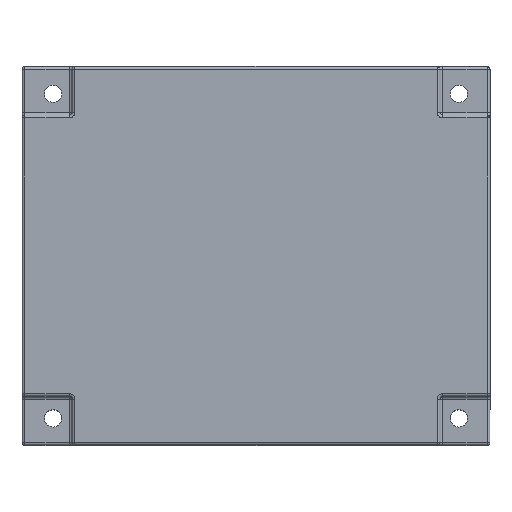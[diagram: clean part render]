
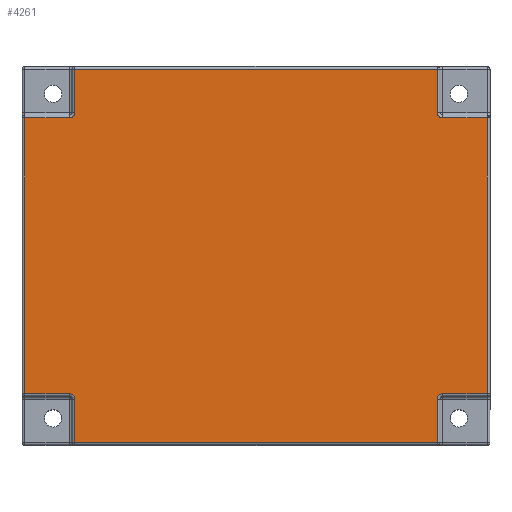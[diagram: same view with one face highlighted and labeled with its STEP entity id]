
A CAD part, top view. The second image highlights one B-rep face of the part: STEP entity #4261.
In plain terms, the highlighted free-form (B-spline) face has degree [1, 1] with [2, 2] control points.
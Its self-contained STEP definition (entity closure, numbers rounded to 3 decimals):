
#1801=CARTESIAN_POINT('',(33.5,26.5,49.0));
#1802=VERTEX_POINT('',#1801);
#1803=CARTESIAN_POINT('',(34.5,25.5,49.0));
#1804=VERTEX_POINT('',#1803);
#1805=CARTESIAN_POINT('',(34.5,26.5,49.0));
#1806=DIRECTION('',(0.0,0.0,1.0));
#1807=DIRECTION('',(-0.707,-0.707,0.0));
#1808=AXIS2_PLACEMENT_3D('',#1805,#1806,#1807);
#1809=CIRCLE('',#1808,1.0);
#1810=EDGE_CURVE('',#1802,#1804,#1809,.T.);
#1856=CARTESIAN_POINT('',(34.5,-25.5,49.0));
#1857=VERTEX_POINT('',#1856);
#1865=CARTESIAN_POINT('',(33.5,-26.5,49.0));
#1866=VERTEX_POINT('',#1865);
#1867=CARTESIAN_POINT('',(34.5,-26.5,49.0));
#1868=DIRECTION('',(0.0,0.0,1.0));
#1869=DIRECTION('',(-0.707,0.707,0.0));
#1870=AXIS2_PLACEMENT_3D('',#1867,#1868,#1869);
#1871=CIRCLE('',#1870,1.);
#1872=EDGE_CURVE('',#1857,#1866,#1871,.T.);
#2379=CARTESIAN_POINT('',(42.75,25.5,49.0));
#2380=VERTEX_POINT('',#2379);
#2414=CARTESIAN_POINT('',(34.5,25.5,49.0));
#2415=DIRECTION('',(1.0,0.0,0.0));
#2416=VECTOR('',#2415,8.25);
#2417=LINE('',#2414,#2416);
#2418=EDGE_CURVE('',#1804,#2380,#2417,.T.);
#2438=CARTESIAN_POINT('',(42.75,-25.5,49.0));
#2439=VERTEX_POINT('',#2438);
#2472=CARTESIAN_POINT('',(42.75,-25.5,49.0));
#2473=DIRECTION('',(-1.0,0.0,0.0));
#2474=VECTOR('',#2473,8.25);
#2475=LINE('',#2472,#2474);
#2476=EDGE_CURVE('',#2439,#1857,#2475,.T.);
#2523=CARTESIAN_POINT('',(42.75,25.5,49.0));
#2524=DIRECTION('',(0.0,-1.0,0.0));
#2525=VECTOR('',#2524,51.);
#2526=LINE('',#2523,#2525);
#2527=EDGE_CURVE('',#2380,#2439,#2526,.T.);
#2764=CARTESIAN_POINT('',(-34.5,25.5,49.0));
#2765=VERTEX_POINT('',#2764);
#2773=CARTESIAN_POINT('',(-33.5,26.5,49.0));
#2774=VERTEX_POINT('',#2773);
#2775=CARTESIAN_POINT('',(-34.5,26.5,49.0));
#2776=DIRECTION('',(0.0,0.0,1.0));
#2777=DIRECTION('',(0.707,-0.707,0.0));
#2778=AXIS2_PLACEMENT_3D('',#2775,#2776,#2777);
#2779=CIRCLE('',#2778,1.);
#2780=EDGE_CURVE('',#2765,#2774,#2779,.T.);
#2808=CARTESIAN_POINT('',(-33.5,-26.5,49.0));
#2809=VERTEX_POINT('',#2808);
#2817=CARTESIAN_POINT('',(-34.5,-25.5,49.0));
#2818=VERTEX_POINT('',#2817);
#2819=CARTESIAN_POINT('',(-34.5,-26.5,49.0));
#2820=DIRECTION('',(0.0,0.0,1.0));
#2821=DIRECTION('',(0.707,0.707,0.0));
#2822=AXIS2_PLACEMENT_3D('',#2819,#2820,#2821);
#2823=CIRCLE('',#2822,1.0);
#2824=EDGE_CURVE('',#2809,#2818,#2823,.T.);
#2887=CARTESIAN_POINT('',(33.5,-34.5,49.0));
#2888=VERTEX_POINT('',#2887);
#3077=CARTESIAN_POINT('',(-33.5,-34.5,49.0));
#3078=VERTEX_POINT('',#3077);
#3111=CARTESIAN_POINT('',(-33.5,-34.5,49.0));
#3112=DIRECTION('',(0.0,1.0,0.0));
#3113=VECTOR('',#3112,8.);
#3114=LINE('',#3111,#3113);
#3115=EDGE_CURVE('',#3078,#2809,#3114,.T.);
#3162=CARTESIAN_POINT('',(33.5,-34.5,49.0));
#3163=DIRECTION('',(-1.0,0.0,0.0));
#3164=VECTOR('',#3163,67.0);
#3165=LINE('',#3162,#3164);
#3166=EDGE_CURVE('',#2888,#3078,#3165,.T.);
#3348=CARTESIAN_POINT('',(33.5,-26.5,49.0));
#3349=DIRECTION('',(0.0,-1.0,0.0));
#3350=VECTOR('',#3349,8.0);
#3351=LINE('',#3348,#3350);
#3352=EDGE_CURVE('',#1866,#2888,#3351,.T.);
#3380=CARTESIAN_POINT('',(-42.75,25.5,49.0));
#3381=VERTEX_POINT('',#3380);
#3406=CARTESIAN_POINT('',(-42.75,-25.5,49.0));
#3407=VERTEX_POINT('',#3406);
#3447=CARTESIAN_POINT('',(-42.75,-25.5,49.0));
#3448=DIRECTION('',(0.0,1.0,0.0));
#3449=VECTOR('',#3448,51.0);
#3450=LINE('',#3447,#3449);
#3451=EDGE_CURVE('',#3407,#3381,#3450,.T.);
#3484=CARTESIAN_POINT('',(-34.5,-25.5,49.0));
#3485=DIRECTION('',(-1.0,0.0,0.0));
#3486=VECTOR('',#3485,8.25);
#3487=LINE('',#3484,#3486);
#3488=EDGE_CURVE('',#2818,#3407,#3487,.T.);
#3506=CARTESIAN_POINT('',(-42.75,25.5,49.0));
#3507=DIRECTION('',(1.0,0.0,0.0));
#3508=VECTOR('',#3507,8.25);
#3509=LINE('',#3506,#3508);
#3510=EDGE_CURVE('',#3381,#2765,#3509,.T.);
#3854=CARTESIAN_POINT('',(33.5,34.5,49.0));
#3855=VERTEX_POINT('',#3854);
#3899=CARTESIAN_POINT('',(-33.5,34.5,49.0));
#3900=VERTEX_POINT('',#3899);
#3924=CARTESIAN_POINT('',(-33.5,26.5,49.0));
#3925=DIRECTION('',(0.0,1.0,0.0));
#3926=VECTOR('',#3925,8.0);
#3927=LINE('',#3924,#3926);
#3928=EDGE_CURVE('',#2774,#3900,#3927,.T.);
#3954=CARTESIAN_POINT('',(-33.5,34.5,49.0));
#3955=DIRECTION('',(1.0,0.0,0.0));
#3956=VECTOR('',#3955,67.0);
#3957=LINE('',#3954,#3956);
#3958=EDGE_CURVE('',#3900,#3855,#3957,.T.);
#3991=CARTESIAN_POINT('',(33.5,34.5,49.0));
#3992=DIRECTION('',(0.0,-1.0,0.0));
#3993=VECTOR('',#3992,8.);
#3994=LINE('',#3991,#3993);
#3995=EDGE_CURVE('',#3855,#1802,#3994,.T.);
#4238=CARTESIAN_POINT('',(42.75,34.5,49.0));
#4239=CARTESIAN_POINT('',(-42.75,34.5,49.0));
#4240=CARTESIAN_POINT('',(42.75,-34.5,49.0));
#4241=CARTESIAN_POINT('',(-42.75,-34.5,49.0));
#4242=B_SPLINE_SURFACE_WITH_KNOTS('',1,1,((#4238,#4240),(#4239,#4241)),.UNSPECIFIED.,.F.,.F.,.U.,(2,2),(2,2),(0.0,85.5),(0.0,69.),.UNSPECIFIED.);
#4243=ORIENTED_EDGE('',*,*,#3451,.F.);
#4244=ORIENTED_EDGE('',*,*,#3488,.F.);
#4245=ORIENTED_EDGE('',*,*,#2824,.F.);
#4246=ORIENTED_EDGE('',*,*,#3115,.F.);
#4247=ORIENTED_EDGE('',*,*,#3166,.F.);
#4248=ORIENTED_EDGE('',*,*,#3352,.F.);
#4249=ORIENTED_EDGE('',*,*,#1872,.F.);
#4250=ORIENTED_EDGE('',*,*,#2476,.F.);
#4251=ORIENTED_EDGE('',*,*,#2527,.F.);
#4252=ORIENTED_EDGE('',*,*,#2418,.F.);
#4253=ORIENTED_EDGE('',*,*,#1810,.F.);
#4254=ORIENTED_EDGE('',*,*,#3995,.F.);
#4255=ORIENTED_EDGE('',*,*,#3958,.F.);
#4256=ORIENTED_EDGE('',*,*,#3928,.F.);
#4257=ORIENTED_EDGE('',*,*,#2780,.F.);
#4258=ORIENTED_EDGE('',*,*,#3510,.F.);
#4259=EDGE_LOOP('',(#4243,#4244,#4245,#4246,#4247,#4248,#4249,#4250,#4251,#4252,#4253,#4254,#4255,#4256,#4257,#4258));
#4260=FACE_OUTER_BOUND('',#4259,.T.);
#4261=ADVANCED_FACE('',(#4260),#4242,.T.);
